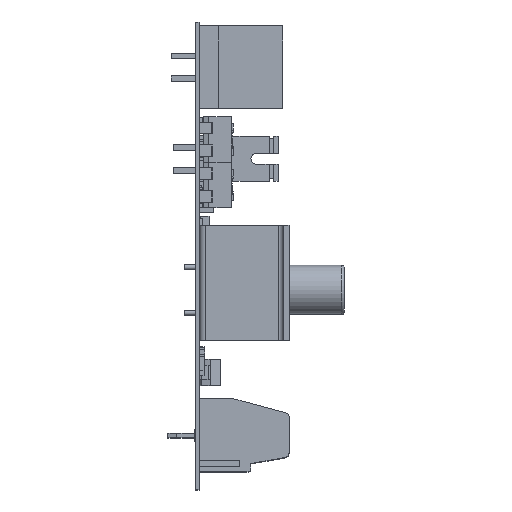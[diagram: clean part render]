
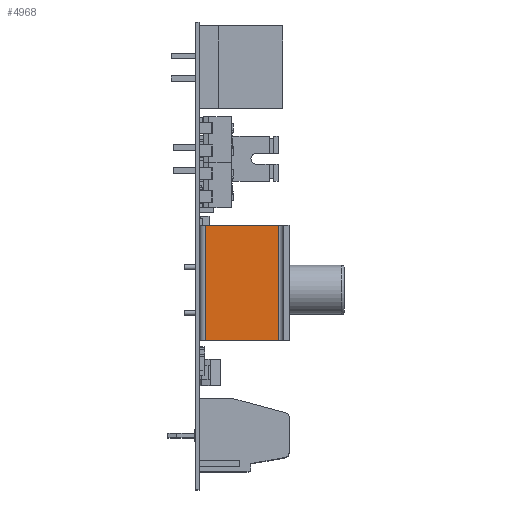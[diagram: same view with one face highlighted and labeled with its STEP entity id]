
A CAD part, top view. The second image highlights one B-rep face of the part: STEP entity #4968.
In plain terms, the highlighted face is planar.
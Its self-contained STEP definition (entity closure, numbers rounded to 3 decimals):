
#4968=ADVANCED_FACE('',(#9228),#9229,.F.);
#9228=FACE_OUTER_BOUND('',#14317,.T.);
#9229=PLANE('',#14318);
#14317=EDGE_LOOP('',(#21809,#21810,#21811,#21812));
#14318=AXIS2_PLACEMENT_3D('',#21813,#21814,#21815);
#21809=ORIENTED_EDGE('',*,*,#33813,.T.);
#21810=ORIENTED_EDGE('',*,*,#33814,.T.);
#21811=ORIENTED_EDGE('',*,*,#33815,.F.);
#21812=ORIENTED_EDGE('',*,*,#33816,.T.);
#21813=CARTESIAN_POINT('',(-6.4,7.62,7.349));
#21814=DIRECTION('',(0.0,-1.0,0.));
#21815=DIRECTION('',(0.0,0.,-1.0));
#33813=EDGE_CURVE('',#39527,#39528,#39529,.T.);
#33814=EDGE_CURVE('',#39528,#39530,#39531,.T.);
#33815=EDGE_CURVE('',#39532,#39530,#39533,.T.);
#33816=EDGE_CURVE('',#39532,#39527,#39534,.T.);
#39527=VERTEX_POINT('',#47818);
#39528=VERTEX_POINT('',#47819);
#39529=LINE('',#47820,#47821);
#39530=VERTEX_POINT('',#47822);
#39531=LINE('',#47823,#47824);
#39532=VERTEX_POINT('',#47825);
#39533=LINE('',#47826,#47827);
#39534=LINE('',#47828,#47829);
#47818=CARTESIAN_POINT('',(6.4,7.62,7.349));
#47819=CARTESIAN_POINT('',(6.4,7.62,-0.848));
#47820=CARTESIAN_POINT('',(6.4,7.62,7.349));
#47821=VECTOR('',#57151,1.0);
#47822=CARTESIAN_POINT('',(-6.4,7.62,-0.848));
#47823=CARTESIAN_POINT('',(6.4,7.62,-0.848));
#47824=VECTOR('',#57152,1.0);
#47825=CARTESIAN_POINT('',(-6.4,7.62,7.349));
#47826=CARTESIAN_POINT('',(-6.4,7.62,7.349));
#47827=VECTOR('',#57153,1.0);
#47828=CARTESIAN_POINT('',(-6.4,7.62,7.349));
#47829=VECTOR('',#57154,1.0);
#57151=DIRECTION('',(0.0,0.,-1.0));
#57152=DIRECTION('',(-1.0,0.0,0.0));
#57153=DIRECTION('',(0.0,0.,-1.0));
#57154=DIRECTION('',(1.0,0.0,0.0));
